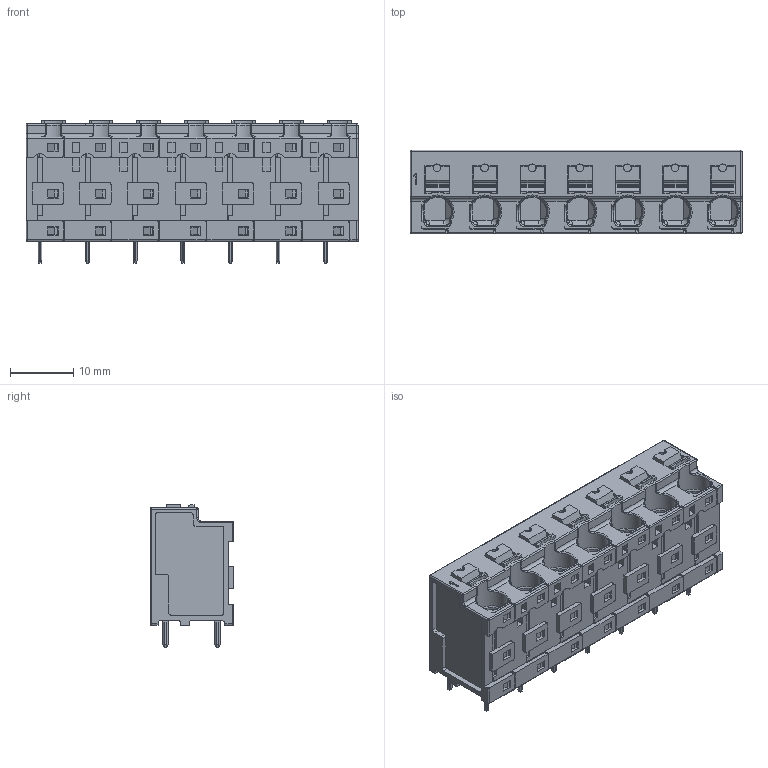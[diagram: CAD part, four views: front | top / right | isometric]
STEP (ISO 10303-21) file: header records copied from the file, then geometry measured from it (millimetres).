
FILE_DESCRIPTION(('CATIA V5 STEP Exchange','CAx-IF Rec.Pracs.--- Model Styling and Organization---1.5--- 2016-08-15','CAx-IF Rec.Pracs.---Supplemental Geometry---1.0---2011-11-01','CAx-IF Rec.Pracs.--- Composite Materials ---1.1---2010-07-15'),'2;1');
FILE_NAME ('2124195-2_0', '2025-12-02T14:32:36+00:00', ('none'), ('Weidmueller'), 'CATIA Version 5-6 Release 2024 SP4', 'CATIA V5 STEP AP214 v3', 'none');
FILE_SCHEMA(('AUTOMOTIVE_DESIGN { 1 0 10303 214 1 1 1 1 }'));
Products named in the file (1): 3124730000
Bounding box: 52.3 x 13.2 x 22.5 mm (x, y, z)
Volume: 8733.4 mm3; surface area: 9851.9 mm2
Topology: 1 solids, 3 shells, 2628 faces, 7116 edges, 4603 vertices
Faces by surface type: plane 1778, cylinder 524, bspline 150, extrusion 83, torus 37, sphere 28, cone 28
Entity records: 86700 total; most frequent: CARTESIAN_POINT 24789, ORIENTED_EDGE 14178, DIRECTION 8986, EDGE_CURVE 7089, VECTOR 5317, LINE 5234, VERTEX_POINT 4603, EDGE_LOOP 2834
